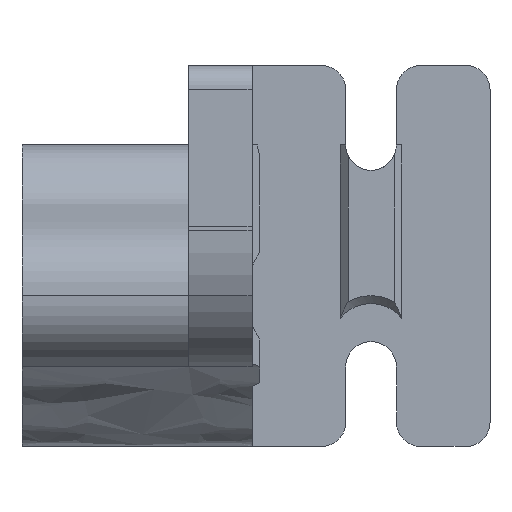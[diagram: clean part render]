
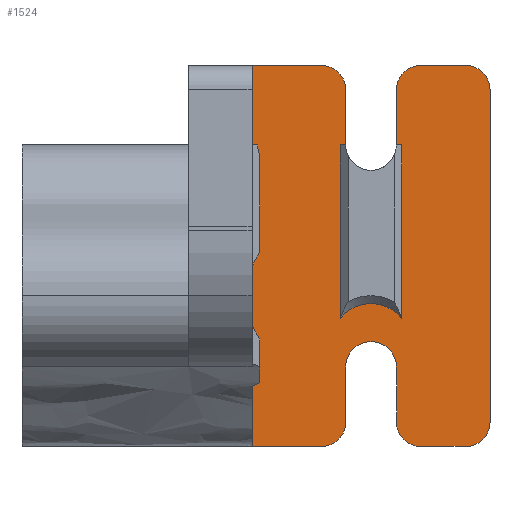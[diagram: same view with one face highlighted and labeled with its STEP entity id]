
A CAD part, left-side view. The second image highlights one B-rep face of the part: STEP entity #1524.
In plain terms, the highlighted planar face has unit normal (-1, 0, 0).
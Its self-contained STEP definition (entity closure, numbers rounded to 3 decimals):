
#77=CIRCLE('',#1570,3.);
#80=CIRCLE('',#1581,3.);
#82=CIRCLE('',#1585,3.);
#93=CIRCLE('',#1615,3.);
#94=CIRCLE('',#1619,3.);
#107=CIRCLE('',#1651,5.);
#119=CIRCLE('',#1675,3.);
#120=CIRCLE('',#1676,3.2);
#164=PLANE('',#1674);
#250=FACE_OUTER_BOUND('',#339,.T.);
#339=EDGE_LOOP('',(#1373,#1374,#1375,#1376,#1377,#1378,#1379,#1380,#1381,
#1382,#1383,#1384,#1385,#1386,#1387,#1388,#1389,#1390,#1391,#1392,#1393,
#1394,#1395,#1396,#1397));
#385=LINE('',#2693,#518);
#396=LINE('',#2715,#529);
#398=LINE('',#2720,#531);
#407=LINE('',#2745,#540);
#409=LINE('',#2751,#542);
#412=LINE('',#2762,#545);
#415=LINE('',#2773,#548);
#422=LINE('',#2801,#555);
#441=LINE('',#2860,#574);
#443=LINE('',#2864,#576);
#445=LINE('',#2870,#578);
#447=LINE('',#2874,#580);
#449=LINE('',#2878,#582);
#476=LINE('',#2993,#609);
#477=LINE('',#2995,#610);
#478=LINE('',#2999,#611);
#479=LINE('',#3002,#612);
#518=VECTOR('',#1773,10.);
#529=VECTOR('',#1796,10.);
#531=VECTOR('',#1800,10.);
#540=VECTOR('',#1825,10.);
#542=VECTOR('',#1831,10.);
#545=VECTOR('',#1838,10.);
#548=VECTOR('',#1853,10.);
#555=VECTOR('',#1872,10.);
#574=VECTOR('',#1917,10.);
#576=VECTOR('',#1921,10.);
#578=VECTOR('',#1929,10.);
#580=VECTOR('',#1933,10.);
#582=VECTOR('',#1937,10.);
#609=VECTOR('',#2068,10.);
#610=VECTOR('',#2069,10.);
#611=VECTOR('',#2072,10.);
#612=VECTOR('',#2075,10.);
#672=VERTEX_POINT('',#2539);
#688=VERTEX_POINT('',#2683);
#689=VERTEX_POINT('',#2684);
#692=VERTEX_POINT('',#2692);
#697=VERTEX_POINT('',#2713);
#698=VERTEX_POINT('',#2718);
#699=VERTEX_POINT('',#2719);
#702=VERTEX_POINT('',#2727);
#704=VERTEX_POINT('',#2736);
#705=VERTEX_POINT('',#2737);
#708=VERTEX_POINT('',#2749);
#709=VERTEX_POINT('',#2750);
#723=VERTEX_POINT('',#2800);
#742=VERTEX_POINT('',#2852);
#743=VERTEX_POINT('',#2853);
#744=VERTEX_POINT('',#2858);
#745=VERTEX_POINT('',#2862);
#746=VERTEX_POINT('',#2866);
#747=VERTEX_POINT('',#2872);
#748=VERTEX_POINT('',#2876);
#764=VERTEX_POINT('',#2943);
#776=VERTEX_POINT('',#2994);
#777=VERTEX_POINT('',#2996);
#778=VERTEX_POINT('',#2998);
#779=VERTEX_POINT('',#3000);
#844=EDGE_CURVE('',#688,#689,#77,.T.);
#848=EDGE_CURVE('',#689,#692,#385,.T.);
#860=EDGE_CURVE('',#688,#697,#396,.T.);
#862=EDGE_CURVE('',#698,#699,#398,.T.);
#866=EDGE_CURVE('',#699,#702,#80,.T.);
#871=EDGE_CURVE('',#704,#705,#82,.T.);
#875=EDGE_CURVE('',#705,#702,#407,.T.);
#877=EDGE_CURVE('',#708,#709,#409,.T.);
#882=EDGE_CURVE('',#709,#698,#412,.T.);
#888=EDGE_CURVE('',#672,#697,#415,.T.);
#900=EDGE_CURVE('',#692,#723,#422,.T.);
#924=EDGE_CURVE('',#742,#743,#93,.T.);
#928=EDGE_CURVE('',#743,#744,#441,.T.);
#930=EDGE_CURVE('',#745,#742,#443,.T.);
#932=EDGE_CURVE('',#745,#746,#94,.T.);
#933=EDGE_CURVE('',#746,#704,#445,.T.);
#935=EDGE_CURVE('',#744,#747,#447,.T.);
#937=EDGE_CURVE('',#747,#748,#449,.T.);
#968=EDGE_CURVE('',#708,#764,#107,.T.);
#991=EDGE_CURVE('',#723,#764,#476,.T.);
#992=EDGE_CURVE('',#672,#776,#477,.T.);
#993=EDGE_CURVE('',#777,#776,#119,.T.);
#994=EDGE_CURVE('',#778,#777,#478,.T.);
#995=EDGE_CURVE('',#778,#779,#120,.T.);
#996=EDGE_CURVE('',#779,#748,#479,.T.);
#1373=ORIENTED_EDGE('',*,*,#877,.F.);
#1374=ORIENTED_EDGE('',*,*,#968,.T.);
#1375=ORIENTED_EDGE('',*,*,#991,.F.);
#1376=ORIENTED_EDGE('',*,*,#900,.F.);
#1377=ORIENTED_EDGE('',*,*,#848,.F.);
#1378=ORIENTED_EDGE('',*,*,#844,.F.);
#1379=ORIENTED_EDGE('',*,*,#860,.T.);
#1380=ORIENTED_EDGE('',*,*,#888,.F.);
#1381=ORIENTED_EDGE('',*,*,#992,.T.);
#1382=ORIENTED_EDGE('',*,*,#993,.F.);
#1383=ORIENTED_EDGE('',*,*,#994,.F.);
#1384=ORIENTED_EDGE('',*,*,#995,.T.);
#1385=ORIENTED_EDGE('',*,*,#996,.T.);
#1386=ORIENTED_EDGE('',*,*,#937,.F.);
#1387=ORIENTED_EDGE('',*,*,#935,.F.);
#1388=ORIENTED_EDGE('',*,*,#928,.F.);
#1389=ORIENTED_EDGE('',*,*,#924,.F.);
#1390=ORIENTED_EDGE('',*,*,#930,.F.);
#1391=ORIENTED_EDGE('',*,*,#932,.T.);
#1392=ORIENTED_EDGE('',*,*,#933,.T.);
#1393=ORIENTED_EDGE('',*,*,#871,.T.);
#1394=ORIENTED_EDGE('',*,*,#875,.T.);
#1395=ORIENTED_EDGE('',*,*,#866,.F.);
#1396=ORIENTED_EDGE('',*,*,#862,.F.);
#1397=ORIENTED_EDGE('',*,*,#882,.F.);
#1524=ADVANCED_FACE('',(#250),#164,.F.);
#1570=AXIS2_PLACEMENT_3D('',#2685,#1765,#1766);
#1581=AXIS2_PLACEMENT_3D('',#2728,#1806,#1807);
#1585=AXIS2_PLACEMENT_3D('',#2738,#1817,#1818);
#1615=AXIS2_PLACEMENT_3D('',#2854,#1910,#1911);
#1619=AXIS2_PLACEMENT_3D('',#2868,#1925,#1926);
#1651=AXIS2_PLACEMENT_3D('',#2947,#2009,#2010);
#1674=AXIS2_PLACEMENT_3D('',#2992,#2066,#2067);
#1675=AXIS2_PLACEMENT_3D('',#2997,#2070,#2071);
#1676=AXIS2_PLACEMENT_3D('',#3001,#2073,#2074);
#1765=DIRECTION('center_axis',(1.,0.,0.));
#1766=DIRECTION('ref_axis',(0.,-1.,0.));
#1773=DIRECTION('',(0.,0.,-1.));
#1796=DIRECTION('',(0.,1.,0.));
#1800=DIRECTION('',(0.,0.,1.));
#1806=DIRECTION('center_axis',(1.,0.,0.));
#1807=DIRECTION('ref_axis',(0.,0.,1.));
#1817=DIRECTION('center_axis',(-1.,0.,0.));
#1818=DIRECTION('ref_axis',(0.,-0.707,0.707));
#1825=DIRECTION('',(0.,1.,0.));
#1831=DIRECTION('',(0.,0.,1.));
#1838=DIRECTION('',(0.,1.,0.));
#1853=DIRECTION('',(0.,0.,1.));
#1872=DIRECTION('',(0.,1.,0.));
#1910=DIRECTION('center_axis',(1.,0.,0.));
#1911=DIRECTION('ref_axis',(0.,1.,-0.003));
#1917=DIRECTION('',(0.,0.003,1.));
#1921=DIRECTION('',(0.,1.,0.));
#1925=DIRECTION('center_axis',(-1.,0.,0.));
#1926=DIRECTION('ref_axis',(0.,-0.707,-0.707));
#1929=DIRECTION('',(0.,0.,1.));
#1933=DIRECTION('',(0.,0.,1.));
#1937=DIRECTION('',(0.,0.003,1.));
#2009=DIRECTION('center_axis',(-1.,0.,0.));
#2010=DIRECTION('ref_axis',(0.,-1.,0.));
#2066=DIRECTION('center_axis',(1.,0.,0.));
#2067=DIRECTION('ref_axis',(0.,1.,0.));
#2068=DIRECTION('',(0.,0.,-1.));
#2069=DIRECTION('',(0.,-1.,0.));
#2070=DIRECTION('center_axis',(1.,0.,0.));
#2071=DIRECTION('ref_axis',(0.,-0.707,-0.707));
#2072=DIRECTION('',(0.,0.,-1.));
#2073=DIRECTION('center_axis',(1.,0.,0.));
#2074=DIRECTION('ref_axis',(0.,1.,0.));
#2075=DIRECTION('',(0.,-1.,0.));
#2539=CARTESIAN_POINT('',(0.,0.,-3.));
#2683=CARTESIAN_POINT('',(0.,-8.8,45.));
#2684=CARTESIAN_POINT('',(0.,-11.8,42.));
#2685=CARTESIAN_POINT('Origin',(0.,-8.8,42.));
#2692=CARTESIAN_POINT('',(0.,-11.8,35.));
#2693=CARTESIAN_POINT('',(0.,-11.8,28.247));
#2713=CARTESIAN_POINT('',(0.,0.,45.));
#2715=CARTESIAN_POINT('',(0.,-30.,45.));
#2718=CARTESIAN_POINT('',(0.,-18.2,35.));
#2719=CARTESIAN_POINT('',(0.,-18.2,42.));
#2720=CARTESIAN_POINT('',(0.,-18.2,31.747));
#2727=CARTESIAN_POINT('',(0.,-21.2,45.));
#2728=CARTESIAN_POINT('Origin',(0.,-21.2,42.));
#2736=CARTESIAN_POINT('',(0.,-30.,42.));
#2737=CARTESIAN_POINT('',(0.,-27.,45.));
#2738=CARTESIAN_POINT('Origin',(0.,-27.,42.));
#2745=CARTESIAN_POINT('',(0.,-30.,45.));
#2749=CARTESIAN_POINT('',(0.,-18.9,13.129));
#2750=CARTESIAN_POINT('',(0.,-18.9,35.));
#2751=CARTESIAN_POINT('',(0.,-18.9,24.769));
#2762=CARTESIAN_POINT('',(0.,-0.5,35.));
#2773=CARTESIAN_POINT('',(0.,0.,0.));
#2800=CARTESIAN_POINT('',(0.,-11.1,35.));
#2801=CARTESIAN_POINT('',(0.,-0.5,35.));
#2852=CARTESIAN_POINT('',(0.,-21.223,-3.));
#2853=CARTESIAN_POINT('',(0.,-18.223,-0.01));
#2854=CARTESIAN_POINT('Origin',(0.,-21.223,0.));
#2858=CARTESIAN_POINT('',(0.,-18.217,2.));
#2860=CARTESIAN_POINT('',(0.,-18.176,14.045));
#2862=CARTESIAN_POINT('',(0.,-27.,-3.));
#2864=CARTESIAN_POINT('',(0.,-30.,-3.));
#2866=CARTESIAN_POINT('',(0.,-30.,0.));
#2868=CARTESIAN_POINT('Origin',(0.,-27.,0.));
#2870=CARTESIAN_POINT('',(0.,-30.,2.));
#2872=CARTESIAN_POINT('',(0.,-18.217,5.));
#2874=CARTESIAN_POINT('',(0.,-18.217,2.));
#2876=CARTESIAN_POINT('',(0.,-18.21,7.));
#2878=CARTESIAN_POINT('',(0.,-18.176,17.045));
#2943=CARTESIAN_POINT('',(0.,-11.1,13.129));
#2947=CARTESIAN_POINT('Origin',(0.,-15.,10.));
#2992=CARTESIAN_POINT('Origin',(0.,-30.,-3.));
#2993=CARTESIAN_POINT('',(0.,-11.1,0.));
#2994=CARTESIAN_POINT('',(0.,-8.8,-3.));
#2995=CARTESIAN_POINT('',(0.,-6.,-3.));
#2996=CARTESIAN_POINT('',(0.,-11.8,0.));
#2997=CARTESIAN_POINT('Origin',(0.,-8.8,0.));
#2998=CARTESIAN_POINT('',(0.,-11.8,7.));
#2999=CARTESIAN_POINT('',(0.,-11.8,13.529));
#3000=CARTESIAN_POINT('',(0.,-18.2,7.));
#3001=CARTESIAN_POINT('Origin',(0.,-15.,7.));
#3002=CARTESIAN_POINT('',(0.,-11.8,7.));
